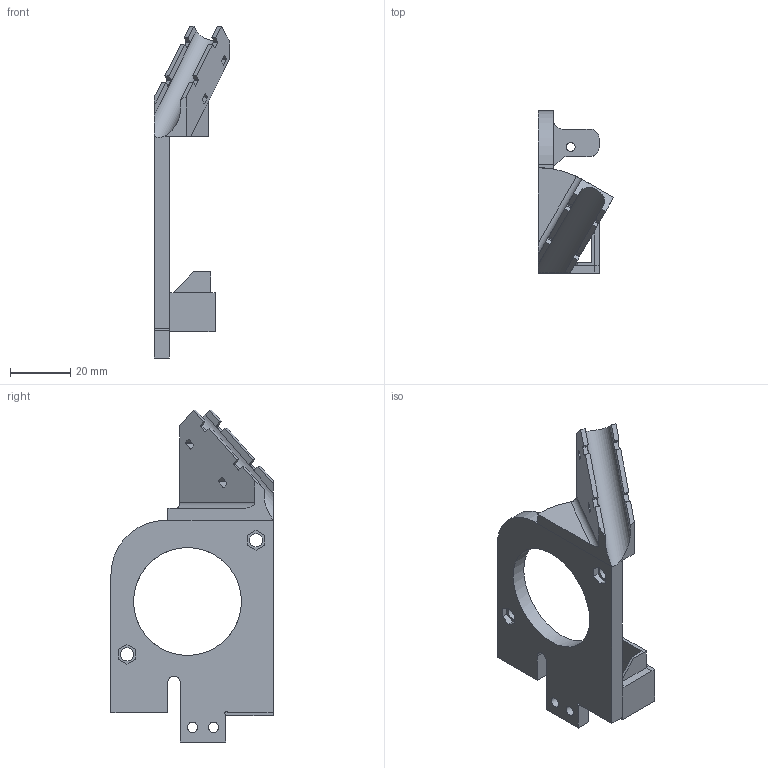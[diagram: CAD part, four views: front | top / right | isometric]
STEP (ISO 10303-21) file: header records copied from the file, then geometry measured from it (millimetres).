
FILE_DESCRIPTION(('FreeCAD Model'),'2;1');
FILE_NAME('3DTouch-Holder_45-30Cable.step','2020-08-10T11:24:50',('Author'),(''), 'Open CASCADE STEP processor 7.3','FreeCAD','Unknown');
FILE_SCHEMA(('AUTOMOTIVE_DESIGN { 1 0 10303 214 1 1 1 1 }'));
Length unit declared in the file: millimetre
Products named in the file (1): 3DTouch-Holder_45/30Cable
Bounding box: 25.02 x 54 x 110.59 mm (x, y, z)
Volume: 19878 mm3; surface area: 13110 mm2
Topology: 1 solids, 1 shells, 166 faces, 461 edges, 299 vertices
Faces by surface type: plane 129, cylinder 35, cone 2
Full cylindrical faces by diameter (mm): 3 x2, 3.4 x2, 4.4 x2, 36 x1
Entity records: 5329 total; most frequent: CARTESIAN_POINT 952, ORIENTED_EDGE 922, DIRECTION 874, EDGE_CURVE 461, LINE 380, VECTOR 380, VERTEX_POINT 299, AXIS2_PLACEMENT_3D 247
